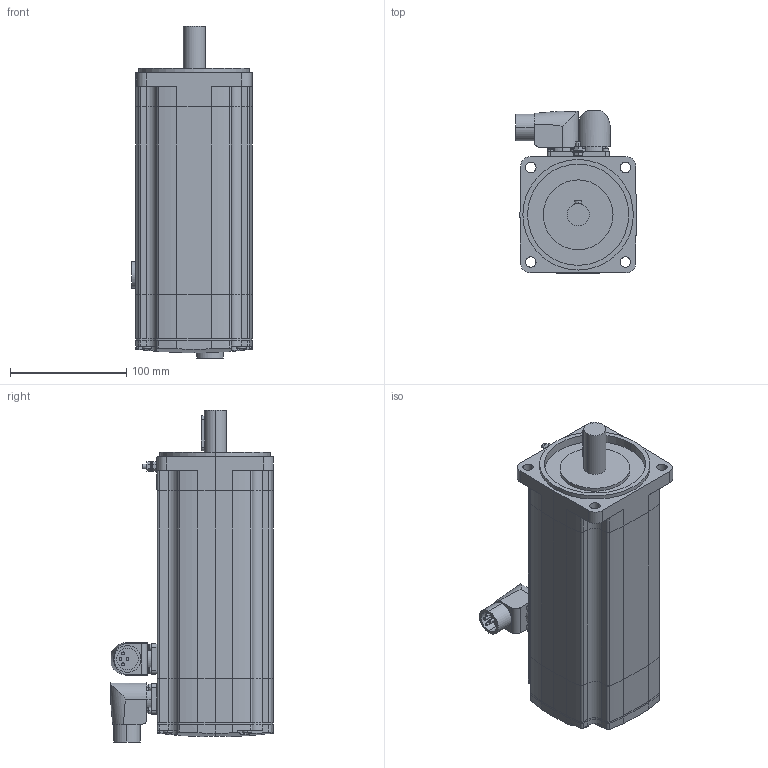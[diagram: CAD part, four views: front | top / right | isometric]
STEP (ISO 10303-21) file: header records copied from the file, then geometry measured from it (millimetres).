
FILE_DESCRIPTION(('STEP AP242'),'1');
FILE_NAME('sh31003p12a2000.stp','2019-11-07T12:04:45',('TraceParts'),('TraceParts S.A.'),'Spatial InterOp 3D',' ',' ');
FILE_SCHEMA(('AP242_MANAGED_MODEL_BASED_3D_ENGINEERING_MIM_LF {1 0 10303 442 1 1 4}'));
Length unit declared in the file: millimetre
Products named in the file (1): sh31003p12a2000_1
Bounding box: 103.65 x 139.9 x 285.45 mm (x, y, z)
Volume: 2154137.6 mm3; surface area: 201015.3 mm2
Topology: 8 solids, 8 shells, 484 faces, 1211 edges, 793 vertices
Faces by surface type: cylinder 250, plane 206, torus 16, sphere 8, bspline 4
Entity records: 19788 total; most frequent: CARTESIAN_POINT 3816, DIRECTION 2677, ORIENTED_EDGE 2422, EDGE_CURVE 1211, AXIS2_PLACEMENT_3D 1036, VERTEX_POINT 793, LINE 605, VECTOR 605
